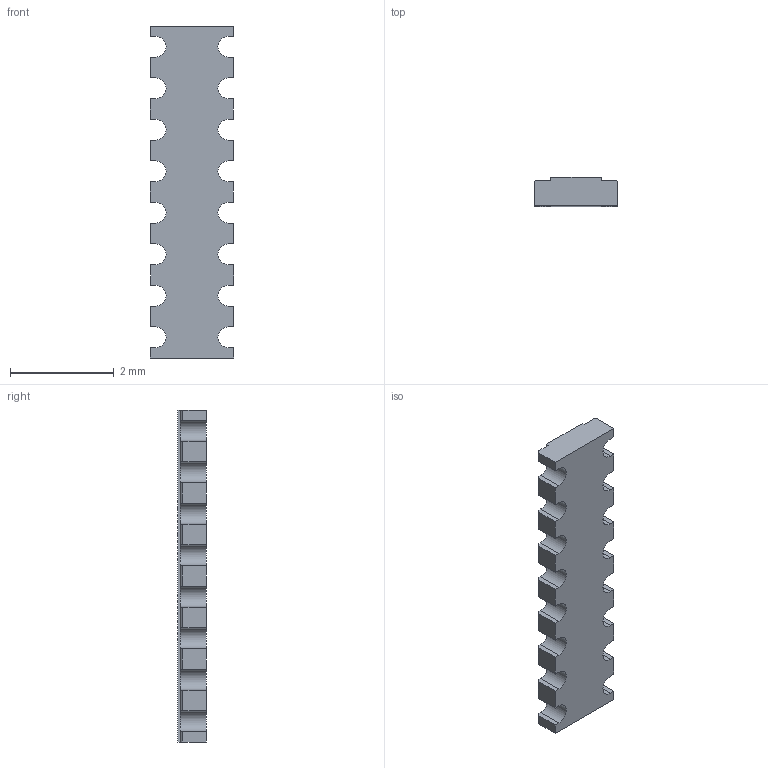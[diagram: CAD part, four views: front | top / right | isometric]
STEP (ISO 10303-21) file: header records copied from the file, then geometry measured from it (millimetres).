
FILE_DESCRIPTION (( 'STEP AP214' ), '1' );
FILE_NAME ('ArrayResistors_cat16-8res.STEP', '2020-11-17T13:46:52', ( '' ), ( '' ), 'SwSTEP 2.0', 'SolidWorks 2020', '' );
FILE_SCHEMA (( 'AUTOMOTIVE_DESIGN' ));
Length unit declared in the file: millimetre
Products named in the file (1): ArrayResistors_cat16-8res
Bounding box: 1.6 x 0.55 x 6.4 mm (x, y, z)
Volume: 4.6 mm3; surface area: 29.2 mm2
Topology: 1 solids, 1 shells, 92 faces, 270 edges, 180 vertices
Faces by surface type: plane 58, cylinder 34
Entity records: 4108 total; most frequent: CARTESIAN_POINT 543, ORIENTED_EDGE 540, DIRECTION 524, EDGE_CURVE 270, LINE 202, VECTOR 202, VERTEX_POINT 180, AXIS2_PLACEMENT_3D 161
